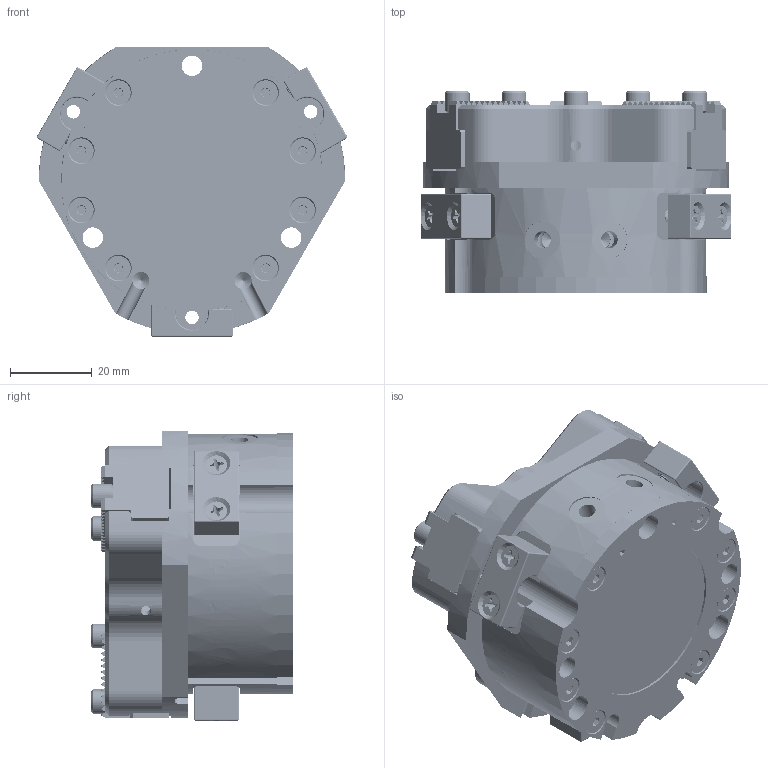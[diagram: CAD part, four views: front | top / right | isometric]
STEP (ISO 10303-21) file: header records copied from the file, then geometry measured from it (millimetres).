
FILE_DESCRIPTION (( 'STEP AP214' ), '1' );
FILE_NAME ('CG1312-67413.STEP', '2026-03-04T13:32:57', ( '' ), ( '' ), 'SwSTEP 2.0', 'SolidWorks 2018', '' );
FILE_SCHEMA (( 'AUTOMOTIVE_DESIGN' ));
Length unit declared in the file: millimetre
Products named in the file (11): 0000031853._VarsayÕlan; 0000031469._VarsayÕlan; 0000037728._VarsayÕlan; 0000037964._VarsayÕlan; 0000041136._VarsayÕlan; 0000037720._VarsayÕlan; 0000031980._0000031980; 0000054625._92125A130; 64 serrated slider_VarsayÕlan; 0000037691 CG64_VarsayÕlan; CG1312-67413
Assembly tree (34 placements, depth 2):
  CG1312-67413
    0000037691 CG64_VarsayÕlan
    0000037728._VarsayÕlan
    64 serrated slider_VarsayÕlan  x3
    0000037720._VarsayÕlan
    0000031853._VarsayÕlan  x3
    0000054625._92125A130  x8
    0000041136._VarsayÕlan  x2
    0000031469._VarsayÕlan  x3
    0000031980._0000031980  x6
    0000037964._VarsayÕlan  x6
Bounding box: 75.94 x 49.45 x 70.7 mm (x, y, z)
Volume: 137166.4 mm3; surface area: 50398 mm2
Topology: 34 solids, 34 shells, 2598 faces, 7326 edges, 4771 vertices
Faces by surface type: cylinder 1234, plane 897, cone 383, bspline 36, sphere 36, torus 12
Entity records: 39691 total; most frequent: CARTESIAN_POINT 13408, ORIENTED_EDGE 5478, DIRECTION 5006, EDGE_CURVE 2739, VERTEX_POINT 1861, AXIS2_PLACEMENT_3D 1789, LINE 1428, VECTOR 1428
